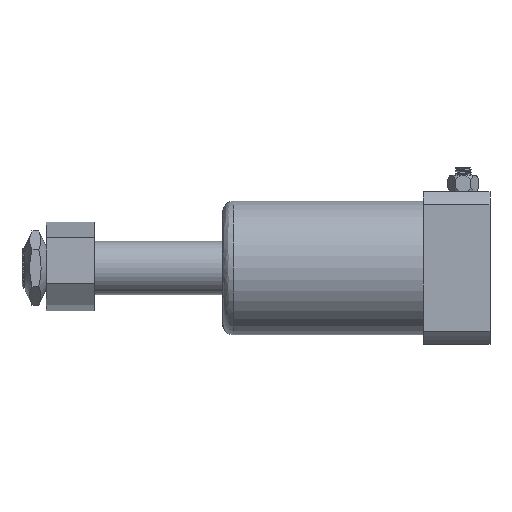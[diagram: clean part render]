
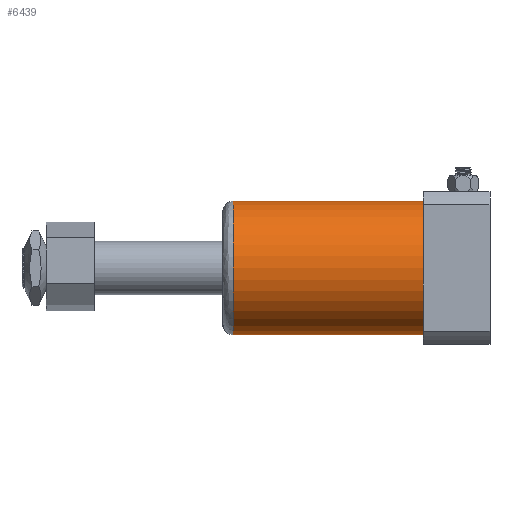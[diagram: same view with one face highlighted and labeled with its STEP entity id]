
A CAD part, left-side view. The second image highlights one B-rep face of the part: STEP entity #6439.
In plain terms, the highlighted cylindrical face has radius 25 mm (diameter 50 mm), a partial arc.
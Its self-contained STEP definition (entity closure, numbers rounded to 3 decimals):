
#1617 = AXIS2_PLACEMENT_3D ( 'NONE', #7724, #26894, #10521 ) ;
#1740 = CARTESIAN_POINT ( 'NONE',  ( 0., 25., 25. ) ) ;
#2221 = DIRECTION ( 'NONE',  ( 0., 0., 1. ) ) ;
#2298 = DIRECTION ( 'NONE',  ( 0., 1., 0. ) ) ;
#2421 = ORIENTED_EDGE ( 'NONE', *, *, #14636, .F. ) ;
#5592 = ORIENTED_EDGE ( 'NONE', *, *, #14410, .T. ) ;
#6439 = ADVANCED_FACE ( 'NONE', ( #7677 ), #14125, .T. ) ;
#7130 = CARTESIAN_POINT ( 'NONE',  ( 0., 96., 25. ) ) ;
#7677 = FACE_OUTER_BOUND ( 'NONE', #29607, .T. ) ;
#7724 = CARTESIAN_POINT ( 'NONE',  ( 0., 96., 0. ) ) ;
#9365 = CARTESIAN_POINT ( 'NONE',  ( 0., 96., -25. ) ) ;
#10521 = DIRECTION ( 'NONE',  ( 0., 0., 1. ) ) ;
#11412 = DIRECTION ( 'NONE',  ( 0., 1., 0. ) ) ;
#11949 = ORIENTED_EDGE ( 'NONE', *, *, #25669, .T. ) ;
#13031 = CIRCLE ( 'NONE', #1617, 25. ) ;
#14125 = CYLINDRICAL_SURFACE ( 'NONE', #15437, 25. ) ;
#14410 = EDGE_CURVE ( 'NONE', #24108, #22440, #33675, .T. ) ;
#14466 = CARTESIAN_POINT ( 'NONE',  ( 0., 25., -25. ) ) ;
#14636 = EDGE_CURVE ( 'NONE', #24108, #24526, #24651, .T. ) ;
#15437 = AXIS2_PLACEMENT_3D ( 'NONE', #29301, #2298, #21482 ) ;
#17683 = CARTESIAN_POINT ( 'NONE',  ( 0., 25., 25. ) ) ;
#17713 = VECTOR ( 'NONE', #20943, 1000. ) ;
#18637 = DIRECTION ( 'NONE',  ( 0., 1., 0. ) ) ;
#19069 = VECTOR ( 'NONE', #11412, 1000. ) ;
#20943 = DIRECTION ( 'NONE',  ( 0., 1., 0. ) ) ;
#21482 = DIRECTION ( 'NONE',  ( 0., 0., 1. ) ) ;
#22406 = CARTESIAN_POINT ( 'NONE',  ( 0., 25., -25. ) ) ;
#22440 = VERTEX_POINT ( 'NONE', #17683 ) ;
#22657 = EDGE_CURVE ( 'NONE', #22440, #28596, #25061, .T. ) ;
#24108 = VERTEX_POINT ( 'NONE', #22406 ) ;
#24526 = VERTEX_POINT ( 'NONE', #9365 ) ;
#24651 = LINE ( 'NONE', #14466, #19069 ) ;
#25061 = LINE ( 'NONE', #1740, #17713 ) ;
#25669 = EDGE_CURVE ( 'NONE', #28596, #24526, #13031, .T. ) ;
#26014 = AXIS2_PLACEMENT_3D ( 'NONE', #35050, #18637, #2221 ) ;
#26894 = DIRECTION ( 'NONE',  ( 0., -1., 0. ) ) ;
#28109 = ORIENTED_EDGE ( 'NONE', *, *, #22657, .T. ) ;
#28596 = VERTEX_POINT ( 'NONE', #7130 ) ;
#29301 = CARTESIAN_POINT ( 'NONE',  ( 0., 25., 0. ) ) ;
#29607 = EDGE_LOOP ( 'NONE', ( #2421, #5592, #28109, #11949 ) ) ;
#33675 = CIRCLE ( 'NONE', #26014, 25. ) ;
#35050 = CARTESIAN_POINT ( 'NONE',  ( 0., 25., 0. ) ) ;
